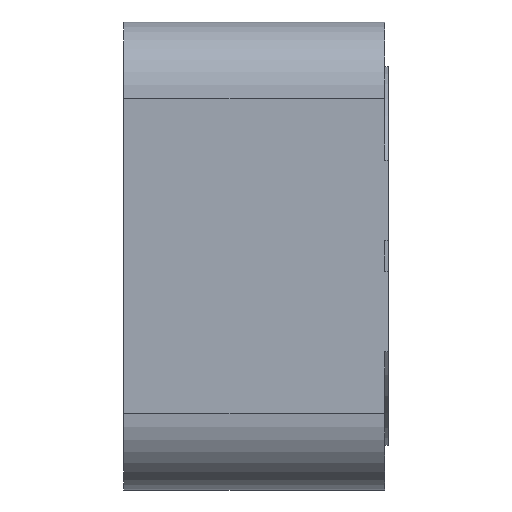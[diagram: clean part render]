
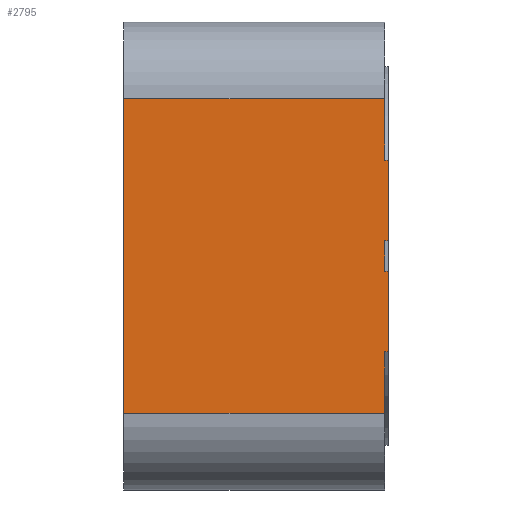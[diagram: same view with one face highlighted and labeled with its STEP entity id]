
A CAD part, left-side view. The second image highlights one B-rep face of the part: STEP entity #2795.
In plain terms, the highlighted planar face has unit normal (-1, 0, 0).
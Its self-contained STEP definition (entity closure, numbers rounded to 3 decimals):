
#26 = DIRECTION ( 'NONE',  ( 0., 1., 0. ) ) ;
#49 = EDGE_CURVE ( 'NONE', #983, #1557, #2630, .T. ) ;
#188 = VECTOR ( 'NONE', #26, 1000. ) ;
#222 = DIRECTION ( 'NONE',  ( 0., 0., -1. ) ) ;
#414 = LINE ( 'NONE', #2113, #5044 ) ;
#458 = ORIENTED_EDGE ( 'NONE', *, *, #998, .T. ) ;
#463 = ORIENTED_EDGE ( 'NONE', *, *, #1892, .T. ) ;
#559 = CARTESIAN_POINT ( 'NONE',  ( -6.1, 0., -0.4 ) ) ;
#574 = LINE ( 'NONE', #5248, #4132 ) ;
#675 = ORIENTED_EDGE ( 'NONE', *, *, #49, .F. ) ;
#770 = EDGE_CURVE ( 'NONE', #1399, #5562, #2474, .T. ) ;
#786 = ORIENTED_EDGE ( 'NONE', *, *, #4579, .T. ) ;
#792 = LINE ( 'NONE', #4274, #1653 ) ;
#813 = VERTEX_POINT ( 'NONE', #1174 ) ;
#877 = EDGE_CURVE ( 'NONE', #3011, #1880, #1197, .T. ) ;
#983 = VERTEX_POINT ( 'NONE', #1878 ) ;
#998 = EDGE_CURVE ( 'NONE', #5040, #1880, #1587, .T. ) ;
#1064 = LINE ( 'NONE', #1090, #2202 ) ;
#1090 = CARTESIAN_POINT ( 'NONE',  ( -6.1, 6.8, -4.1 ) ) ;
#1126 = LINE ( 'NONE', #1895, #1757 ) ;
#1171 = CARTESIAN_POINT ( 'NONE',  ( -6.1, 0., 2.5 ) ) ;
#1174 = CARTESIAN_POINT ( 'NONE',  ( -6.1, 0., 0.4 ) ) ;
#1197 = LINE ( 'NONE', #1502, #2655 ) ;
#1292 = FACE_OUTER_BOUND ( 'NONE', #1388, .T. ) ;
#1388 = EDGE_LOOP ( 'NONE', ( #3638, #3502, #675, #4123, #1993, #4304, #3581, #463, #458, #2934, #1546, #786 ) ) ;
#1399 = VERTEX_POINT ( 'NONE', #5160 ) ;
#1475 = DIRECTION ( 'NONE',  ( 0., 0., 1. ) ) ;
#1484 = VERTEX_POINT ( 'NONE', #559 ) ;
#1502 = CARTESIAN_POINT ( 'NONE',  ( -6.1, 6.8, 4.1 ) ) ;
#1546 = ORIENTED_EDGE ( 'NONE', *, *, #4689, .F. ) ;
#1557 = VERTEX_POINT ( 'NONE', #3726 ) ;
#1587 = LINE ( 'NONE', #3319, #5544 ) ;
#1622 = VERTEX_POINT ( 'NONE', #3436 ) ;
#1653 = VECTOR ( 'NONE', #5175, 1000. ) ;
#1757 = VECTOR ( 'NONE', #2883, 1000. ) ;
#1827 = DIRECTION ( 'NONE',  ( 0., 1., 0. ) ) ;
#1878 = CARTESIAN_POINT ( 'NONE',  ( -6.1, -0.1, -0.4 ) ) ;
#1880 = VERTEX_POINT ( 'NONE', #5444 ) ;
#1892 = EDGE_CURVE ( 'NONE', #1399, #5040, #1126, .T. ) ;
#1895 = CARTESIAN_POINT ( 'NONE',  ( -6.1, -0.1, 2.5 ) ) ;
#1993 = ORIENTED_EDGE ( 'NONE', *, *, #3385, .T. ) ;
#2033 = VECTOR ( 'NONE', #4413, 1000. ) ;
#2113 = CARTESIAN_POINT ( 'NONE',  ( -6.1, 0., -4.1 ) ) ;
#2150 = LINE ( 'NONE', #3865, #188 ) ;
#2202 = VECTOR ( 'NONE', #4590, 1000. ) ;
#2220 = VECTOR ( 'NONE', #5154, 1000. ) ;
#2261 = LINE ( 'NONE', #4444, #2437 ) ;
#2437 = VECTOR ( 'NONE', #1827, 1000. ) ;
#2474 = LINE ( 'NONE', #3735, #4730 ) ;
#2630 = LINE ( 'NONE', #3832, #2220 ) ;
#2655 = VECTOR ( 'NONE', #5507, 1000. ) ;
#2795 = ADVANCED_FACE ( 'NONE', ( #1292 ), #3075, .F. ) ;
#2883 = DIRECTION ( 'NONE',  ( 0., 1., 0. ) ) ;
#2900 = CARTESIAN_POINT ( 'NONE',  ( -6.1, -0.1, 0.4 ) ) ;
#2922 = EDGE_CURVE ( 'NONE', #1557, #1622, #4074, .T. ) ;
#2934 = ORIENTED_EDGE ( 'NONE', *, *, #877, .F. ) ;
#2963 = CARTESIAN_POINT ( 'NONE',  ( -6.1, 6.8, -4.1 ) ) ;
#3002 = DIRECTION ( 'NONE',  ( 0., 0., 1. ) ) ;
#3011 = VERTEX_POINT ( 'NONE', #4583 ) ;
#3075 = PLANE ( 'NONE',  #5318 ) ;
#3078 = VERTEX_POINT ( 'NONE', #5138 ) ;
#3319 = CARTESIAN_POINT ( 'NONE',  ( -6.1, 0., -4.1 ) ) ;
#3385 = EDGE_CURVE ( 'NONE', #1484, #813, #414, .T. ) ;
#3424 = EDGE_CURVE ( 'NONE', #983, #1484, #2150, .T. ) ;
#3436 = CARTESIAN_POINT ( 'NONE',  ( -6.1, 0., -2.5 ) ) ;
#3502 = ORIENTED_EDGE ( 'NONE', *, *, #2922, .F. ) ;
#3581 = ORIENTED_EDGE ( 'NONE', *, *, #770, .F. ) ;
#3618 = CARTESIAN_POINT ( 'NONE',  ( -6.1, -0.1, -2.5 ) ) ;
#3638 = ORIENTED_EDGE ( 'NONE', *, *, #4157, .T. ) ;
#3726 = CARTESIAN_POINT ( 'NONE',  ( -6.1, -0.1, -2.5 ) ) ;
#3735 = CARTESIAN_POINT ( 'NONE',  ( -6.1, -0.1, 2.5 ) ) ;
#3792 = VERTEX_POINT ( 'NONE', #4635 ) ;
#3832 = CARTESIAN_POINT ( 'NONE',  ( -6.1, -0.1, -0.4 ) ) ;
#3865 = CARTESIAN_POINT ( 'NONE',  ( -6.1, -0.1, -0.4 ) ) ;
#4074 = LINE ( 'NONE', #3618, #2033 ) ;
#4123 = ORIENTED_EDGE ( 'NONE', *, *, #3424, .T. ) ;
#4132 = VECTOR ( 'NONE', #1475, 1000. ) ;
#4157 = EDGE_CURVE ( 'NONE', #3078, #1622, #574, .T. ) ;
#4274 = CARTESIAN_POINT ( 'NONE',  ( -6.1, 6.8, -4.1 ) ) ;
#4304 = ORIENTED_EDGE ( 'NONE', *, *, #4476, .F. ) ;
#4413 = DIRECTION ( 'NONE',  ( 0., 1., 0. ) ) ;
#4444 = CARTESIAN_POINT ( 'NONE',  ( -6.1, -0.1, 0.4 ) ) ;
#4476 = EDGE_CURVE ( 'NONE', #5562, #813, #2261, .T. ) ;
#4526 = DIRECTION ( 'NONE',  ( 0., 0., 1. ) ) ;
#4579 = EDGE_CURVE ( 'NONE', #3792, #3078, #1064, .T. ) ;
#4583 = CARTESIAN_POINT ( 'NONE',  ( -6.1, 6.8, 4.1 ) ) ;
#4590 = DIRECTION ( 'NONE',  ( 0., -1., 0. ) ) ;
#4635 = CARTESIAN_POINT ( 'NONE',  ( -6.1, 6.8, -4.1 ) ) ;
#4689 = EDGE_CURVE ( 'NONE', #3792, #3011, #792, .T. ) ;
#4730 = VECTOR ( 'NONE', #222, 1000. ) ;
#5040 = VERTEX_POINT ( 'NONE', #1171 ) ;
#5044 = VECTOR ( 'NONE', #3002, 1000. ) ;
#5138 = CARTESIAN_POINT ( 'NONE',  ( -6.1, 0., -4.1 ) ) ;
#5154 = DIRECTION ( 'NONE',  ( 0., 0., -1. ) ) ;
#5160 = CARTESIAN_POINT ( 'NONE',  ( -6.1, -0.1, 2.5 ) ) ;
#5175 = DIRECTION ( 'NONE',  ( 0., 0., 1. ) ) ;
#5201 = DIRECTION ( 'NONE',  ( 0., 0., -1. ) ) ;
#5232 = DIRECTION ( 'NONE',  ( 1., 0., 0. ) ) ;
#5248 = CARTESIAN_POINT ( 'NONE',  ( -6.1, 0., -4.1 ) ) ;
#5318 = AXIS2_PLACEMENT_3D ( 'NONE', #2963, #5232, #5201 ) ;
#5444 = CARTESIAN_POINT ( 'NONE',  ( -6.1, 0., 4.1 ) ) ;
#5507 = DIRECTION ( 'NONE',  ( 0., -1., 0. ) ) ;
#5544 = VECTOR ( 'NONE', #4526, 1000. ) ;
#5562 = VERTEX_POINT ( 'NONE', #2900 ) ;
